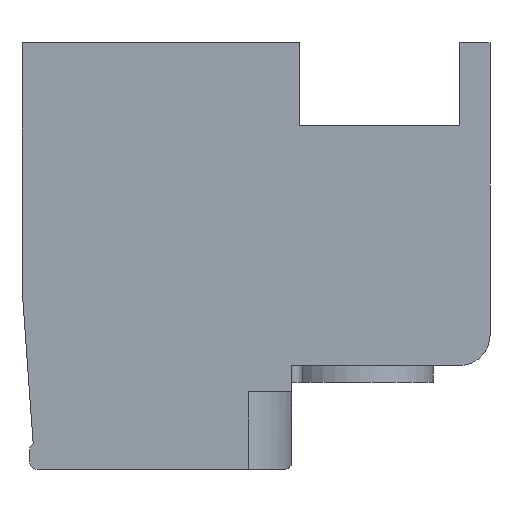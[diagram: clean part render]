
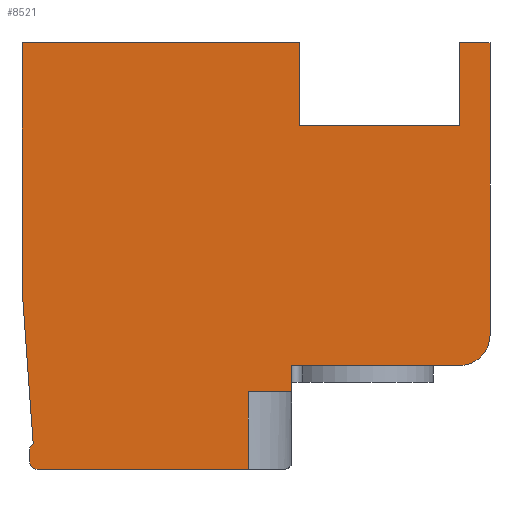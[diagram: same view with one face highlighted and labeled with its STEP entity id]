
A CAD part, front view. The second image highlights one B-rep face of the part: STEP entity #8521.
In plain terms, the highlighted planar face has unit normal (0, -1, 0).
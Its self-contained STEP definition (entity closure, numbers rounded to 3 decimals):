
#1=DIRECTION('',(0.,0.,1.));
#2=VECTOR('',#1,2.05);
#3=CARTESIAN_POINT('',(-0.15,0.,-6.175));
#4=LINE('',#3,#2);
#5=DIRECTION('',(-1.,0.,0.));
#6=VECTOR('',#5,5.6);
#7=CARTESIAN_POINT('',(-0.15,0.,-6.175));
#8=LINE('',#7,#6);
#9=CARTESIAN_POINT('',(-5.75,0.,-5.975));
#10=DIRECTION('',(0.,1.,0.));
#11=DIRECTION('',(0.,0.,-1.));
#12=AXIS2_PLACEMENT_3D('',#9,#10,#11);
#14=DIRECTION('',(0.,0.,1.));
#15=VECTOR('',#14,0.3);
#16=CARTESIAN_POINT('',(-5.95,0.,-5.975));
#17=LINE('',#16,#15);
#18=CARTESIAN_POINT('',(-5.75,0.,-5.675));
#19=DIRECTION('',(0.,1.,0.));
#20=DIRECTION('',(-1.,0.,0.));
#21=AXIS2_PLACEMENT_3D('',#18,#19,#20);
#23=DIRECTION('',(-0.072,0.,0.997));
#24=VECTOR('',#23,4.13);
#25=CARTESIAN_POINT('',(-5.854,0.,-5.504));
#26=LINE('',#25,#24);
#27=DIRECTION('',(0.,0.,1.));
#28=VECTOR('',#27,6.51);
#29=CARTESIAN_POINT('',(-6.15,0.,-1.385));
#30=LINE('',#29,#28);
#31=DIRECTION('',(1.,0.,0.));
#32=VECTOR('',#31,7.35);
#33=CARTESIAN_POINT('',(-6.15,0.,5.125));
#34=LINE('',#33,#32);
#35=DIRECTION('',(0.,0.,-1.));
#36=VECTOR('',#35,2.2);
#37=CARTESIAN_POINT('',(1.2,0.,5.125));
#38=LINE('',#37,#36);
#39=DIRECTION('',(1.,0.,0.));
#40=VECTOR('',#39,4.25);
#41=CARTESIAN_POINT('',(1.2,0.,2.925));
#42=LINE('',#41,#40);
#43=DIRECTION('',(0.,0.,1.));
#44=VECTOR('',#43,2.2);
#45=CARTESIAN_POINT('',(5.45,0.,2.925));
#46=LINE('',#45,#44);
#47=DIRECTION('',(1.,0.,0.));
#48=VECTOR('',#47,0.8);
#49=CARTESIAN_POINT('',(5.45,0.,5.125));
#50=LINE('',#49,#48);
#51=DIRECTION('',(0.,0.,-1.));
#52=VECTOR('',#51,7.75);
#53=CARTESIAN_POINT('',(6.25,0.,5.125));
#54=LINE('',#53,#52);
#55=CARTESIAN_POINT('',(5.45,0.,-2.625));
#56=DIRECTION('',(0.,1.,0.));
#57=DIRECTION('',(1.,0.,0.));
#58=AXIS2_PLACEMENT_3D('',#55,#56,#57);
#60=DIRECTION('',(-1.,0.,0.));
#61=VECTOR('',#60,4.45);
#62=CARTESIAN_POINT('',(5.45,0.,-3.425));
#63=LINE('',#62,#61);
#64=DIRECTION('',(0.,0.,-1.));
#65=VECTOR('',#64,0.7);
#66=CARTESIAN_POINT('',(1.,0.,-3.425));
#67=LINE('',#66,#65);
#68=DIRECTION('',(1.,0.,0.));
#69=VECTOR('',#68,1.15);
#70=CARTESIAN_POINT('',(-0.15,0.,-4.125));
#71=LINE('',#70,#69);
#6542=CARTESIAN_POINT('',(6.25,0.,5.125));
#6543=CARTESIAN_POINT('',(6.25,0.,-2.625));
#6544=VERTEX_POINT('',#6542);
#6545=VERTEX_POINT('',#6543);
#6546=CARTESIAN_POINT('',(5.45,0.,-3.425));
#6547=VERTEX_POINT('',#6546);
#6548=CARTESIAN_POINT('',(1.,0.,-3.425));
#6549=VERTEX_POINT('',#6548);
#6550=CARTESIAN_POINT('',(-5.75,0.,-6.175));
#6551=CARTESIAN_POINT('',(-5.95,0.,-5.975));
#6552=VERTEX_POINT('',#6550);
#6553=VERTEX_POINT('',#6551);
#6554=CARTESIAN_POINT('',(-5.95,0.,-5.675));
#6555=VERTEX_POINT('',#6554);
#6556=CARTESIAN_POINT('',(-5.854,0.,-5.504));
#6557=VERTEX_POINT('',#6556);
#6558=CARTESIAN_POINT('',(-6.15,0.,-1.385));
#6559=VERTEX_POINT('',#6558);
#6560=CARTESIAN_POINT('',(-6.15,0.,5.125));
#6561=VERTEX_POINT('',#6560);
#6562=CARTESIAN_POINT('',(1.2,0.,5.125));
#6563=CARTESIAN_POINT('',(1.2,0.,2.925));
#6564=VERTEX_POINT('',#6562);
#6565=VERTEX_POINT('',#6563);
#6566=CARTESIAN_POINT('',(5.45,0.,2.925));
#6567=VERTEX_POINT('',#6566);
#6568=CARTESIAN_POINT('',(5.45,0.,5.125));
#6569=VERTEX_POINT('',#6568);
#7020=CARTESIAN_POINT('',(-0.15,0.,-6.175));
#7021=CARTESIAN_POINT('',(-0.15,0.,-4.125));
#7022=VERTEX_POINT('',#7020);
#7023=VERTEX_POINT('',#7021);
#7024=CARTESIAN_POINT('',(1.,0.,-4.125));
#7025=VERTEX_POINT('',#7024);
#8480=CARTESIAN_POINT('',(0.,0.,0.));
#8481=DIRECTION('',(0.,1.,0.));
#8482=DIRECTION('',(1.,0.,0.));
#8483=AXIS2_PLACEMENT_3D('',#8480,#8481,#8482);
#8484=PLANE('',#8483);
#8486=ORIENTED_EDGE('',*,*,#8485,.F.);
#8488=ORIENTED_EDGE('',*,*,#8487,.T.);
#8490=ORIENTED_EDGE('',*,*,#8489,.T.);
#8492=ORIENTED_EDGE('',*,*,#8491,.T.);
#8494=ORIENTED_EDGE('',*,*,#8493,.T.);
#8496=ORIENTED_EDGE('',*,*,#8495,.T.);
#8498=ORIENTED_EDGE('',*,*,#8497,.T.);
#8500=ORIENTED_EDGE('',*,*,#8499,.T.);
#8502=ORIENTED_EDGE('',*,*,#8501,.T.);
#8504=ORIENTED_EDGE('',*,*,#8503,.T.);
#8506=ORIENTED_EDGE('',*,*,#8505,.T.);
#8508=ORIENTED_EDGE('',*,*,#8507,.T.);
#8510=ORIENTED_EDGE('',*,*,#8509,.T.);
#8512=ORIENTED_EDGE('',*,*,#8511,.T.);
#8514=ORIENTED_EDGE('',*,*,#8513,.T.);
#8516=ORIENTED_EDGE('',*,*,#8515,.T.);
#8518=ORIENTED_EDGE('',*,*,#8517,.F.);
#8519=EDGE_LOOP('',(#8486,#8488,#8490,#8492,#8494,#8496,#8498,#8500,#8502,#8504,
#8506,#8508,#8510,#8512,#8514,#8516,#8518));
#8520=FACE_OUTER_BOUND('',#8519,.F.);
#8521=ADVANCED_FACE('',(#8520),#8484,.F.);
#13=CIRCLE('',#12,0.2);
#22=CIRCLE('',#21,0.2);
#59=CIRCLE('',#58,0.8);
#8485=EDGE_CURVE('',#7022,#7023,#4,.T.);
#8487=EDGE_CURVE('',#7022,#6552,#8,.T.);
#8489=EDGE_CURVE('',#6552,#6553,#13,.T.);
#8491=EDGE_CURVE('',#6553,#6555,#17,.T.);
#8493=EDGE_CURVE('',#6555,#6557,#22,.T.);
#8495=EDGE_CURVE('',#6557,#6559,#26,.T.);
#8497=EDGE_CURVE('',#6559,#6561,#30,.T.);
#8499=EDGE_CURVE('',#6561,#6564,#34,.T.);
#8501=EDGE_CURVE('',#6564,#6565,#38,.T.);
#8503=EDGE_CURVE('',#6565,#6567,#42,.T.);
#8505=EDGE_CURVE('',#6567,#6569,#46,.T.);
#8507=EDGE_CURVE('',#6569,#6544,#50,.T.);
#8509=EDGE_CURVE('',#6544,#6545,#54,.T.);
#8511=EDGE_CURVE('',#6545,#6547,#59,.T.);
#8513=EDGE_CURVE('',#6547,#6549,#63,.T.);
#8515=EDGE_CURVE('',#6549,#7025,#67,.T.);
#8517=EDGE_CURVE('',#7023,#7025,#71,.T.);
